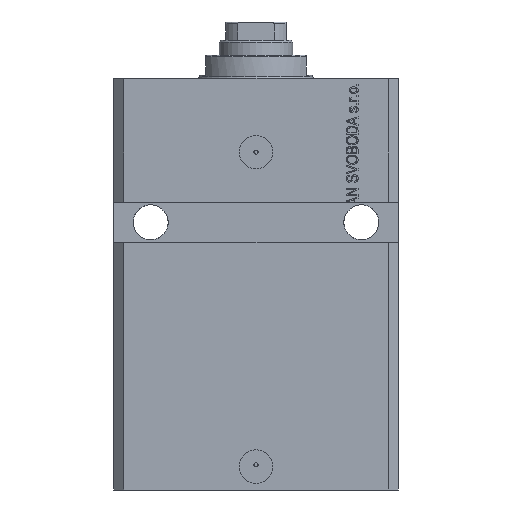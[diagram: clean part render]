
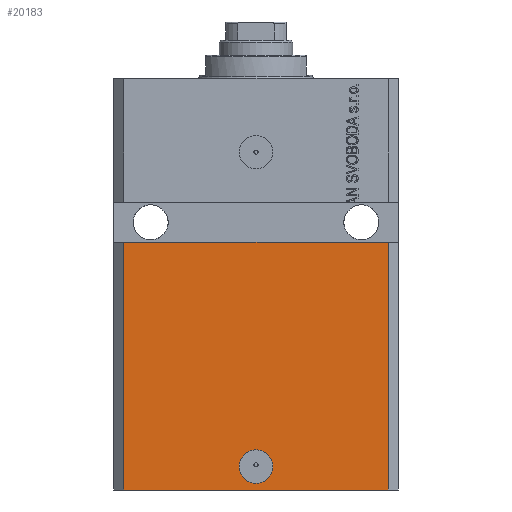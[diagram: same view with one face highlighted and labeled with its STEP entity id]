
A CAD part, front view. The second image highlights one B-rep face of the part: STEP entity #20183.
In plain terms, the highlighted planar face has unit normal (0, -1, 0).
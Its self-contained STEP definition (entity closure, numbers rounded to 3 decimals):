
#822 = AXIS2_PLACEMENT_3D ( 'NONE', #23688, #16897, #30700 ) ;
#980 = CARTESIAN_POINT ( 'NONE',  ( -39.5, -31.5, -123. ) ) ;
#2090 = DIRECTION ( 'NONE',  ( 0., 0., 1. ) ) ;
#3460 = DIRECTION ( 'NONE',  ( 1., 0., 0. ) ) ;
#3778 = ORIENTED_EDGE ( 'NONE', *, *, #36214, .F. ) ;
#3810 = EDGE_LOOP ( 'NONE', ( #12992, #44531, #6482, #32519 ) ) ;
#3976 = EDGE_LOOP ( 'NONE', ( #3778, #4314 ) ) ;
#4034 = LINE ( 'NONE', #35080, #32064 ) ;
#4314 = ORIENTED_EDGE ( 'NONE', *, *, #5522, .F. ) ;
#5508 = DIRECTION ( 'NONE',  ( 1., 0., 0. ) ) ;
#5522 = EDGE_CURVE ( 'NONE', #31198, #10501, #30569, .T. ) ;
#6482 = ORIENTED_EDGE ( 'NONE', *, *, #6994, .T. ) ;
#6994 = EDGE_CURVE ( 'NONE', #28890, #14841, #4034, .T. ) ;
#10501 = VERTEX_POINT ( 'NONE', #33321 ) ;
#11078 = FACE_OUTER_BOUND ( 'NONE', #3810, .T. ) ;
#12992 = ORIENTED_EDGE ( 'NONE', *, *, #14921, .F. ) ;
#13405 = LINE ( 'NONE', #16138, #23641 ) ;
#14841 = VERTEX_POINT ( 'NONE', #32472 ) ;
#14921 = EDGE_CURVE ( 'NONE', #38057, #37058, #36772, .T. ) ;
#15145 = DIRECTION ( 'NONE',  ( 0., -1., 0. ) ) ;
#15417 = CARTESIAN_POINT ( 'NONE',  ( -5., -31.5, -116. ) ) ;
#16138 = CARTESIAN_POINT ( 'NONE',  ( -39.5, -31.5, -123. ) ) ;
#16897 = DIRECTION ( 'NONE',  ( 0., -1., 0. ) ) ;
#19780 = EDGE_CURVE ( 'NONE', #28890, #38057, #13405, .T. ) ;
#20183 = ADVANCED_FACE ( 'NONE', ( #21495, #11078 ), #38719, .T. ) ;
#20676 = CARTESIAN_POINT ( 'NONE',  ( 0., -31.5, -116. ) ) ;
#21346 = CARTESIAN_POINT ( 'NONE',  ( 39.5, -31.5, -123. ) ) ;
#21495 = FACE_BOUND ( 'NONE', #3976, .T. ) ;
#22384 = CARTESIAN_POINT ( 'NONE',  ( -39.5, -31.5, -49. ) ) ;
#23641 = VECTOR ( 'NONE', #2090, 1000. ) ;
#23688 = CARTESIAN_POINT ( 'NONE',  ( 0., -31.5, -116. ) ) ;
#24077 = AXIS2_PLACEMENT_3D ( 'NONE', #20676, #34502, #3460 ) ;
#26132 = CIRCLE ( 'NONE', #822, 5. ) ;
#26426 = EDGE_CURVE ( 'NONE', #14841, #37058, #31528, .T. ) ;
#28890 = VERTEX_POINT ( 'NONE', #980 ) ;
#30569 = CIRCLE ( 'NONE', #24077, 5. ) ;
#30700 = DIRECTION ( 'NONE',  ( 1., 0., 0. ) ) ;
#31198 = VERTEX_POINT ( 'NONE', #15417 ) ;
#31528 = LINE ( 'NONE', #21346, #34672 ) ;
#32064 = VECTOR ( 'NONE', #42542, 1000. ) ;
#32472 = CARTESIAN_POINT ( 'NONE',  ( 39.5, -31.5, -123. ) ) ;
#32519 = ORIENTED_EDGE ( 'NONE', *, *, #26426, .T. ) ;
#33321 = CARTESIAN_POINT ( 'NONE',  ( 5., -31.5, -116. ) ) ;
#34502 = DIRECTION ( 'NONE',  ( 0., -1., 0. ) ) ;
#34672 = VECTOR ( 'NONE', #35170, 1000. ) ;
#35080 = CARTESIAN_POINT ( 'NONE',  ( -39.5, -31.5, -123. ) ) ;
#35170 = DIRECTION ( 'NONE',  ( 0., 0., 1. ) ) ;
#35315 = CARTESIAN_POINT ( 'NONE',  ( -39.5, -31.5, -123. ) ) ;
#36214 = EDGE_CURVE ( 'NONE', #10501, #31198, #26132, .T. ) ;
#36772 = LINE ( 'NONE', #36989, #42300 ) ;
#36989 = CARTESIAN_POINT ( 'NONE',  ( -42.5, -31.5, -49. ) ) ;
#37058 = VERTEX_POINT ( 'NONE', #44543 ) ;
#38057 = VERTEX_POINT ( 'NONE', #22384 ) ;
#38719 = PLANE ( 'NONE',  #39560 ) ;
#39390 = DIRECTION ( 'NONE',  ( 0., 0., -1. ) ) ;
#39560 = AXIS2_PLACEMENT_3D ( 'NONE', #35315, #15145, #39390 ) ;
#42300 = VECTOR ( 'NONE', #5508, 1000. ) ;
#42542 = DIRECTION ( 'NONE',  ( 1., 0., 0. ) ) ;
#44531 = ORIENTED_EDGE ( 'NONE', *, *, #19780, .F. ) ;
#44543 = CARTESIAN_POINT ( 'NONE',  ( 39.5, -31.5, -49. ) ) ;
